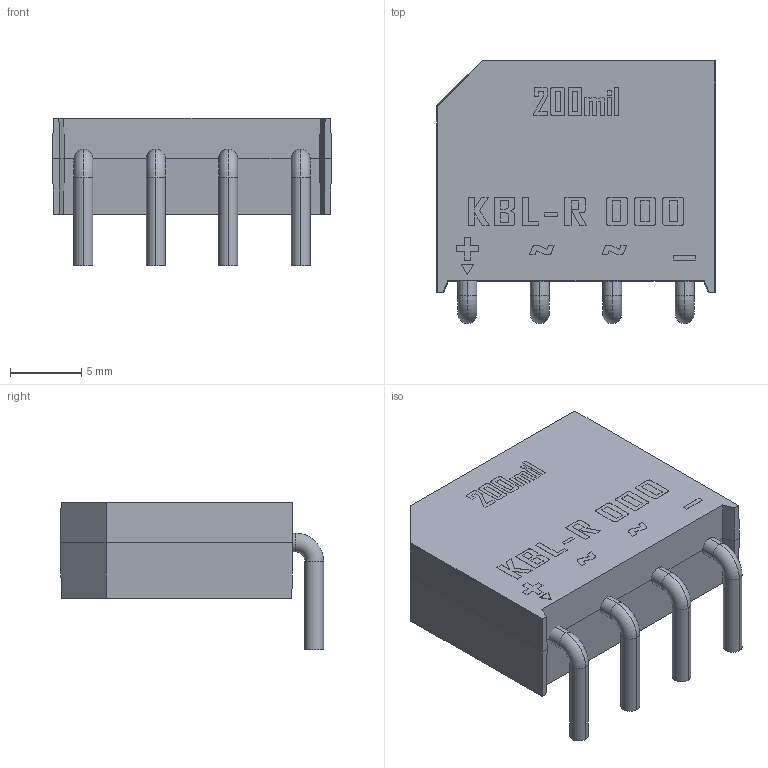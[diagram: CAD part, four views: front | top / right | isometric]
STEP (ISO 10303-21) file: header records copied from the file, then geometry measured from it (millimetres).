
FILE_DESCRIPTION (( 'STEP AP214' ), '1' );
FILE_NAME ('KBL___KBL-R__.STEP', '2023-03-01T20:27:08', ( '' ), ( '' ), 'SwSTEP 2.0', 'SolidWorks 2020', '' );
FILE_SCHEMA (( 'AUTOMOTIVE_DESIGN' ));
Length unit declared in the file: millimetre
Products named in the file (1): KBL___KBL-R__
Bounding box: 19.56 x 18.46 x 10.33 mm (x, y, z)
Volume: 2049.9 mm3; surface area: 1225.9 mm2
Topology: 2 solids, 2 shells, 284 faces, 734 edges, 481 vertices
Faces by surface type: plane 214, bspline 46, cylinder 16, torus 8
Entity records: 12955 total; most frequent: CARTESIAN_POINT 3262, ORIENTED_EDGE 1468, DIRECTION 1142, EDGE_CURVE 734, LINE 596, VECTOR 596, VERTEX_POINT 481, EDGE_LOOP 311
